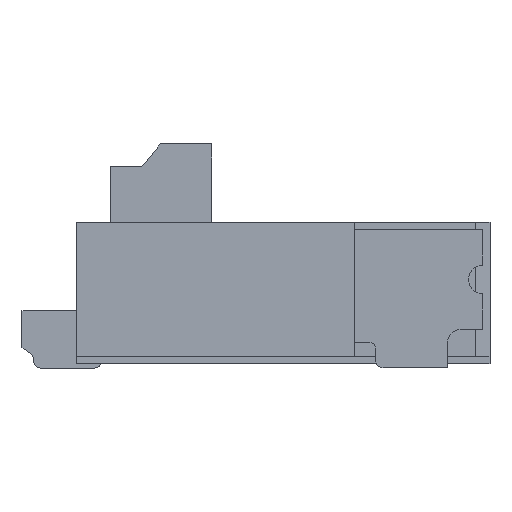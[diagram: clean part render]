
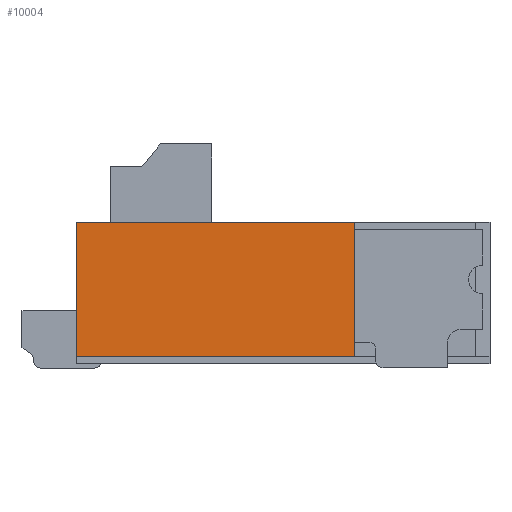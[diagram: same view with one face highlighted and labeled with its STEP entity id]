
A CAD part, left-side view. The second image highlights one B-rep face of the part: STEP entity #10004.
In plain terms, the highlighted planar face has unit normal (-1, 0, 0).
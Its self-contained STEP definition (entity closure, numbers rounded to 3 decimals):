
#8343=CARTESIAN_POINT('',(-1.962,1.686,0.105));
#8344=VERTEX_POINT('',#8343);
#8345=CARTESIAN_POINT('',(-1.962,-0.264,0.105));
#8346=VERTEX_POINT('',#8345);
#8347=CARTESIAN_POINT('',(-1.962,1.686,0.105));
#8348=DIRECTION('',(0.,-1.,0.));
#8349=VECTOR('',#8348,1.95);
#8350=LINE('',#8347,#8349);
#8351=EDGE_CURVE('NONE',#8344,#8346,#8350,.T.);
#9415=CARTESIAN_POINT('',(-1.962,-0.264,1.045));
#9416=VERTEX_POINT('',#9415);
#9423=CARTESIAN_POINT('',(-1.962,-0.264,0.105));
#9424=DIRECTION('',(0.,0.,1.));
#9425=VECTOR('',#9424,0.94);
#9426=LINE('',#9423,#9425);
#9427=EDGE_CURVE('NONE',#8346,#9416,#9426,.T.);
#9844=CARTESIAN_POINT('',(-1.962,1.686,1.045));
#9845=VERTEX_POINT('',#9844);
#9852=CARTESIAN_POINT('',(-1.962,-0.264,1.045));
#9853=DIRECTION('',(-0.,1.,-0.));
#9854=VECTOR('',#9853,1.95);
#9855=LINE('',#9852,#9854);
#9856=EDGE_CURVE('NONE',#9416,#9845,#9855,.T.);
#9988=CARTESIAN_POINT('',(-1.962,-1.214,1.045));
#9989=DIRECTION('',(1.,0.,0.));
#9990=DIRECTION('',(0.,0.,1.));
#9991=AXIS2_PLACEMENT_3D('',#9988,#9989,#9990);
#9992=PLANE('',#9991);
#9993=CARTESIAN_POINT('',(-1.962,1.686,1.045));
#9994=DIRECTION('',(-0.,-0.,-1.));
#9995=VECTOR('',#9994,0.94);
#9996=LINE('',#9993,#9995);
#9997=EDGE_CURVE('NONE',#9845,#8344,#9996,.T.);
#9998=ORIENTED_EDGE('',*,*,#9997,.T.);
#9999=ORIENTED_EDGE('',*,*,#8351,.T.);
#10000=ORIENTED_EDGE('',*,*,#9427,.T.);
#10001=ORIENTED_EDGE('',*,*,#9856,.T.);
#10002=EDGE_LOOP('',(#9998,#9999,#10000,#10001));
#10003=FACE_BOUND('',#10002,.T.);
#10004=ADVANCED_FACE('NONE',(#10003),#9992,.F.);
